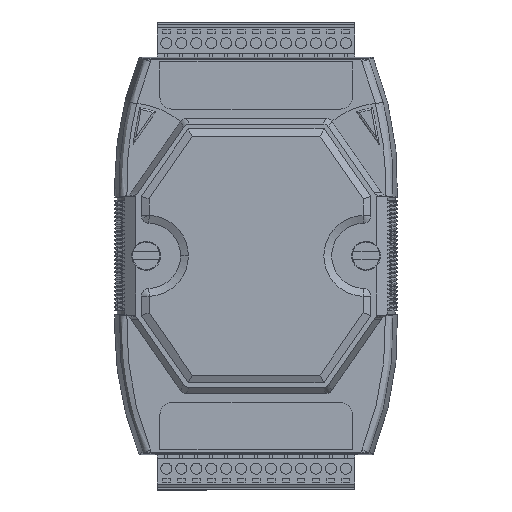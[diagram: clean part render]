
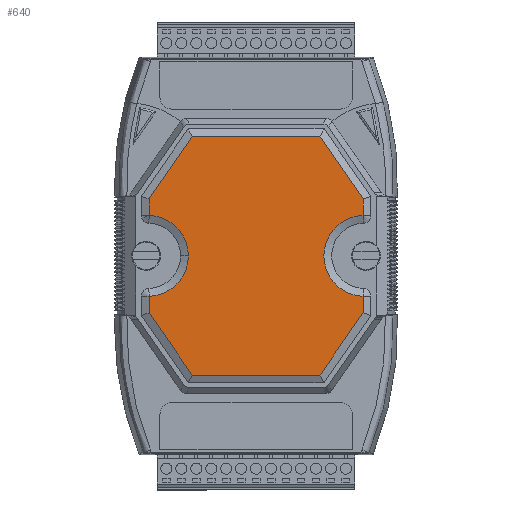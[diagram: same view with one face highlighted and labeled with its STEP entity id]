
A CAD part, top view. The second image highlights one B-rep face of the part: STEP entity #640.
In plain terms, the highlighted planar face has unit normal (0, 0, 1).
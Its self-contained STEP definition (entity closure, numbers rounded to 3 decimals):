
#640 = ADVANCED_FACE ( 'NONE', ( #83379 ), #105658, .T. ) ;
#1980 = DIRECTION ( 'NONE',  ( 1., 0., 0. ) ) ;
#2768 = DIRECTION ( 'NONE',  ( 0., 0., -1. ) ) ;
#4370 = VERTEX_POINT ( 'NONE', #66571 ) ;
#5698 = ORIENTED_EDGE ( 'NONE', *, *, #85792, .T. ) ;
#7411 = VECTOR ( 'NONE', #107327, 1000. ) ;
#7414 = CARTESIAN_POINT ( 'NONE',  ( -16.259, 30.35, 13.9 ) ) ;
#7592 = VECTOR ( 'NONE', #50125, 1000. ) ;
#8245 = DIRECTION ( 'NONE',  ( 0., 0., -1. ) ) ;
#8738 = DIRECTION ( 'NONE',  ( -0.571, 0.821, 0. ) ) ;
#10218 = LINE ( 'NONE', #10244, #7411 ) ;
#10244 = CARTESIAN_POINT ( 'NONE',  ( -17.305, 30.35, 13.9 ) ) ;
#11600 = CARTESIAN_POINT ( 'NONE',  ( -27.25, -10.296, 13.9 ) ) ;
#13862 = VERTEX_POINT ( 'NONE', #11600 ) ;
#15899 = ORIENTED_EDGE ( 'NONE', *, *, #29053, .T. ) ;
#17026 = CARTESIAN_POINT ( 'NONE',  ( -27.25, -10.296, 13.9 ) ) ;
#17043 = CARTESIAN_POINT ( 'NONE',  ( 27.25, -10.296, 13.9 ) ) ;
#20404 = EDGE_CURVE ( 'NONE', #64274, #41087, #38075, .T. ) ;
#21155 = LINE ( 'NONE', #17026, #65414 ) ;
#22731 = VERTEX_POINT ( 'NONE', #22929 ) ;
#22929 = CARTESIAN_POINT ( 'NONE',  ( 27.25, 14.536, 13.9 ) ) ;
#25003 = VECTOR ( 'NONE', #44740, 1000. ) ;
#25603 = LINE ( 'NONE', #70610, #96193 ) ;
#29053 = EDGE_CURVE ( 'NONE', #41087, #22731, #92826, .T. ) ;
#31940 = EDGE_LOOP ( 'NONE', ( #47767, #91763, #43037, #5698, #97294, #47595, #15899, #102224, #96562, #67493, #60980, #113421, #90290 ) ) ;
#33656 = VERTEX_POINT ( 'NONE', #7414 ) ;
#34340 = DIRECTION ( 'NONE',  ( 0., 0., -1. ) ) ;
#34754 = VERTEX_POINT ( 'NONE', #82935 ) ;
#34904 = CARTESIAN_POINT ( 'NONE',  ( -27.608, 14.021, 13.9 ) ) ;
#35280 = CIRCLE ( 'NONE', #46544, 10.3 ) ;
#35683 = EDGE_CURVE ( 'NONE', #46115, #13862, #92643, .T. ) ;
#36903 = VECTOR ( 'NONE', #45755, 1000. ) ;
#38075 = CIRCLE ( 'NONE', #45297, 10.3 ) ;
#38259 = VECTOR ( 'NONE', #113410, 1000. ) ;
#38918 = EDGE_CURVE ( 'NONE', #55619, #46531, #43786, .T. ) ;
#39016 = CARTESIAN_POINT ( 'NONE',  ( -16.259, -30.35, 13.9 ) ) ;
#40627 = DIRECTION ( 'NONE',  ( 0.571, 0.821, 0. ) ) ;
#41087 = VERTEX_POINT ( 'NONE', #114207 ) ;
#41268 = LINE ( 'NONE', #81259, #111950 ) ;
#43037 = ORIENTED_EDGE ( 'NONE', *, *, #87444, .T. ) ;
#43786 = LINE ( 'NONE', #104497, #38259 ) ;
#44740 = DIRECTION ( 'NONE',  ( 0., 1., 0. ) ) ;
#45114 = EDGE_CURVE ( 'NONE', #22731, #4370, #25603, .T. ) ;
#45297 = AXIS2_PLACEMENT_3D ( 'NONE', #55676, #2768, #64615 ) ;
#45755 = DIRECTION ( 'NONE',  ( 0., 1., 0. ) ) ;
#46115 = VERTEX_POINT ( 'NONE', #98658 ) ;
#46531 = VERTEX_POINT ( 'NONE', #52064 ) ;
#46544 = AXIS2_PLACEMENT_3D ( 'NONE', #87349, #34340, #96246 ) ;
#47595 = ORIENTED_EDGE ( 'NONE', *, *, #20404, .T. ) ;
#47767 = ORIENTED_EDGE ( 'NONE', *, *, #104403, .T. ) ;
#50125 = DIRECTION ( 'NONE',  ( 0.571, -0.821, 0. ) ) ;
#50855 = CARTESIAN_POINT ( 'NONE',  ( 27.25, -14.536, 13.9 ) ) ;
#52064 = CARTESIAN_POINT ( 'NONE',  ( -27.25, 10.296, 13.9 ) ) ;
#52587 = DIRECTION ( 'NONE',  ( 0., 0., 1. ) ) ;
#55619 = VERTEX_POINT ( 'NONE', #69950 ) ;
#55676 = CARTESIAN_POINT ( 'NONE',  ( 27.55, 0., 13.9 ) ) ;
#57423 = LINE ( 'NONE', #85394, #7592 ) ;
#59543 = LINE ( 'NONE', #93639, #103917 ) ;
#59639 = EDGE_CURVE ( 'NONE', #4370, #33656, #10218, .T. ) ;
#60372 = LINE ( 'NONE', #71711, #36903 ) ;
#60915 = AXIS2_PLACEMENT_3D ( 'NONE', #17043, #52587, #114574 ) ;
#60980 = ORIENTED_EDGE ( 'NONE', *, *, #38918, .T. ) ;
#61243 = CARTESIAN_POINT ( 'NONE',  ( -27.55, 0., 13.9 ) ) ;
#63966 = EDGE_CURVE ( 'NONE', #33656, #55619, #74458, .T. ) ;
#64274 = VERTEX_POINT ( 'NONE', #110684 ) ;
#64615 = DIRECTION ( 'NONE',  ( 1., 0., 0. ) ) ;
#65414 = VECTOR ( 'NONE', #78933, 1000. ) ;
#66571 = CARTESIAN_POINT ( 'NONE',  ( 16.259, 30.35, 13.9 ) ) ;
#67493 = ORIENTED_EDGE ( 'NONE', *, *, #63966, .T. ) ;
#69950 = CARTESIAN_POINT ( 'NONE',  ( -27.25, 14.536, 13.9 ) ) ;
#70128 = DIRECTION ( 'NONE',  ( 1., 0., 0. ) ) ;
#70610 = CARTESIAN_POINT ( 'NONE',  ( 38.887, -2.208, 13.9 ) ) ;
#71711 = CARTESIAN_POINT ( 'NONE',  ( 27.25, -10.296, 13.9 ) ) ;
#72892 = EDGE_CURVE ( 'NONE', #34754, #98090, #57423, .T. ) ;
#73985 = AXIS2_PLACEMENT_3D ( 'NONE', #61243, #8245, #70128 ) ;
#74458 = LINE ( 'NONE', #34904, #98034 ) ;
#78933 = DIRECTION ( 'NONE',  ( 0., -1., 0. ) ) ;
#79639 = VERTEX_POINT ( 'NONE', #89956 ) ;
#81259 = CARTESIAN_POINT ( 'NONE',  ( 17.305, -30.35, 13.9 ) ) ;
#82557 = EDGE_CURVE ( 'NONE', #106717, #64274, #60372, .T. ) ;
#82935 = CARTESIAN_POINT ( 'NONE',  ( -27.25, -14.536, 13.9 ) ) ;
#83379 = FACE_OUTER_BOUND ( 'NONE', #31940, .T. ) ;
#85394 = CARTESIAN_POINT ( 'NONE',  ( -11.486, -37.218, 13.9 ) ) ;
#85792 = EDGE_CURVE ( 'NONE', #79639, #106717, #59543, .T. ) ;
#87349 = CARTESIAN_POINT ( 'NONE',  ( -27.55, 0., 13.9 ) ) ;
#87444 = EDGE_CURVE ( 'NONE', #98090, #79639, #41268, .T. ) ;
#89956 = CARTESIAN_POINT ( 'NONE',  ( 16.259, -30.35, 13.9 ) ) ;
#90290 = ORIENTED_EDGE ( 'NONE', *, *, #35683, .T. ) ;
#91763 = ORIENTED_EDGE ( 'NONE', *, *, #72892, .T. ) ;
#92643 = CIRCLE ( 'NONE', #73985, 10.3 ) ;
#92826 = LINE ( 'NONE', #97790, #25003 ) ;
#93639 = CARTESIAN_POINT ( 'NONE',  ( 27.608, -14.021, 13.9 ) ) ;
#96193 = VECTOR ( 'NONE', #8738, 1000. ) ;
#96246 = DIRECTION ( 'NONE',  ( 1., 0., 0. ) ) ;
#96562 = ORIENTED_EDGE ( 'NONE', *, *, #59639, .T. ) ;
#97294 = ORIENTED_EDGE ( 'NONE', *, *, #82557, .T. ) ;
#97790 = CARTESIAN_POINT ( 'NONE',  ( 27.25, -10.296, 13.9 ) ) ;
#98034 = VECTOR ( 'NONE', #105724, 1000. ) ;
#98090 = VERTEX_POINT ( 'NONE', #39016 ) ;
#98658 = CARTESIAN_POINT ( 'NONE',  ( -17.25, 0., 13.9 ) ) ;
#102224 = ORIENTED_EDGE ( 'NONE', *, *, #45114, .T. ) ;
#103917 = VECTOR ( 'NONE', #40627, 1000. ) ;
#104403 = EDGE_CURVE ( 'NONE', #13862, #34754, #21155, .T. ) ;
#104497 = CARTESIAN_POINT ( 'NONE',  ( -27.25, 10.296, 13.9 ) ) ;
#105658 = PLANE ( 'NONE',  #60915 ) ;
#105724 = DIRECTION ( 'NONE',  ( -0.571, -0.821, 0. ) ) ;
#106717 = VERTEX_POINT ( 'NONE', #50855 ) ;
#107327 = DIRECTION ( 'NONE',  ( -1., 0., 0. ) ) ;
#109019 = EDGE_CURVE ( 'NONE', #46531, #46115, #35280, .T. ) ;
#110684 = CARTESIAN_POINT ( 'NONE',  ( 27.25, -10.296, 13.9 ) ) ;
#111950 = VECTOR ( 'NONE', #1980, 1000. ) ;
#113410 = DIRECTION ( 'NONE',  ( 0., -1., 0. ) ) ;
#113421 = ORIENTED_EDGE ( 'NONE', *, *, #109019, .T. ) ;
#114207 = CARTESIAN_POINT ( 'NONE',  ( 27.25, 10.296, 13.9 ) ) ;
#114574 = DIRECTION ( 'NONE',  ( 1., 0., 0. ) ) ;
